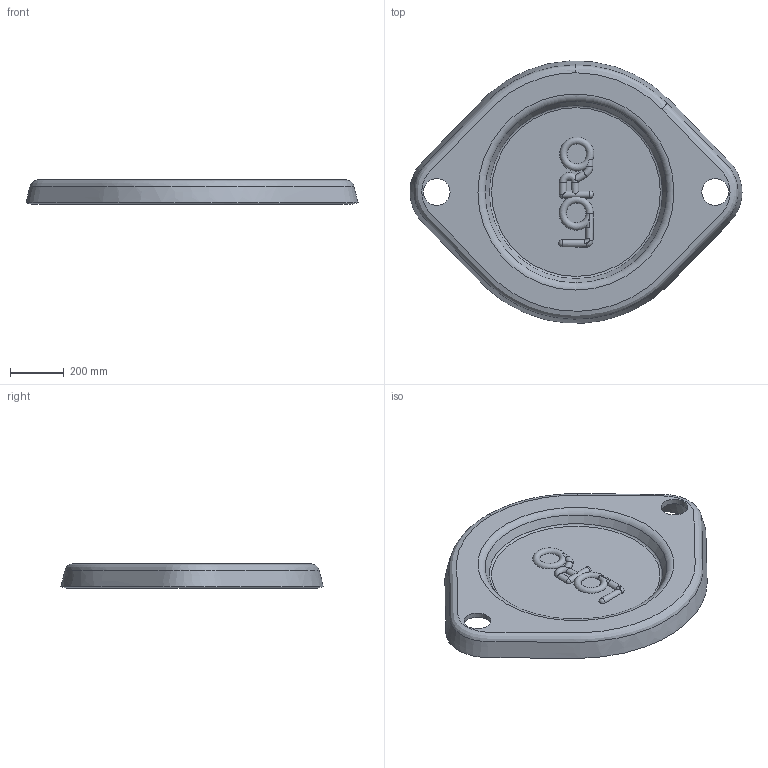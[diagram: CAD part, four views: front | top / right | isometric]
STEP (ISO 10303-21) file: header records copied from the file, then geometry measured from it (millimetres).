
FILE_DESCRIPTION(/* description */ (''),/* implementation_level */ '2;1');
FILE_NAME(/* name */ '55880.000N_3D.stp',/* time_stamp */ '2025-09-03T13:24:08+02:00',/* author */ ('c.rudolph'),/* organization */ (''),/* preprocessor_version */ 'ST-DEVELOPER v20',/* originating_system */ 'AutoCAD Mechanical',/* authorisation */ '');
FILE_SCHEMA (('AUTOMOTIVE_DESIGN { 1 0 10303 214 3 1 1 }'));
Length unit declared in the file: centimetre
Products named in the file (2): Product; *S0
Assembly tree (1 placements, depth 2):
  Product
    *S0
Bounding box: 1239.47 x 978.35 x 90 mm (x, y, z)
Volume: 20027603.1 mm3; surface area: 2139461.5 mm2
Topology: 1 solids, 1 shells, 45 faces, 119 edges, 79 vertices
Faces by surface type: cylinder 12, plane 12, torus 9, bspline 7, sphere 3, cone 2
Full cylindrical faces by diameter (mm): 100 x2
Entity records: 10723 total; most frequent: CARTESIAN_POINT 9559, ORIENTED_EDGE 234, DIRECTION 234, EDGE_CURVE 117, AXIS2_PLACEMENT_3D 102, VERTEX_POINT 77, CIRCLE 56, EDGE_LOOP 52
